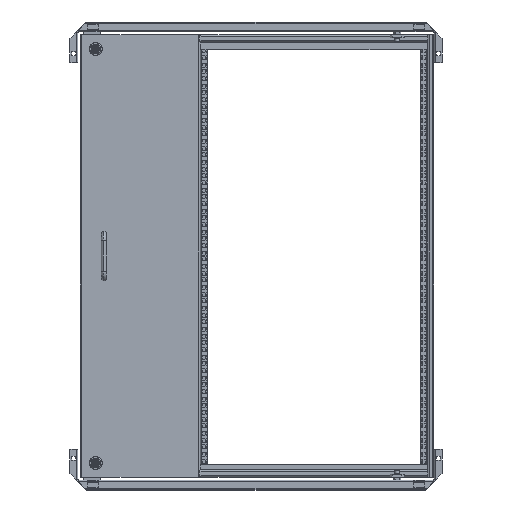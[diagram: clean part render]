
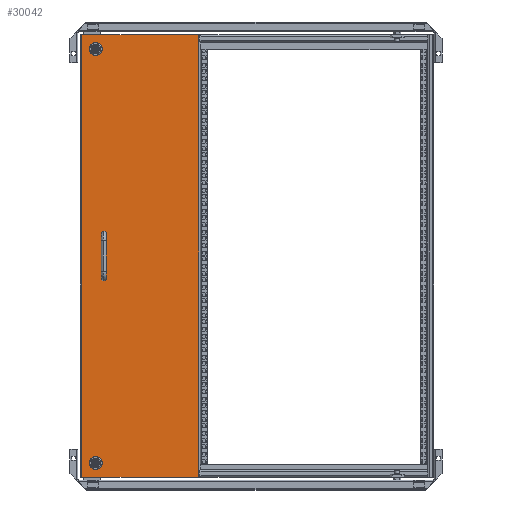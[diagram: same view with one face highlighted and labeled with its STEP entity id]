
A CAD part, top view. The second image highlights one B-rep face of the part: STEP entity #30042.
In plain terms, the highlighted planar face has unit normal (0, 0, 1).
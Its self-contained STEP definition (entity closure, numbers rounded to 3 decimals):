
#739=DIRECTION('',(-1.,0.,0.));
#740=VECTOR('',#739,249.);
#741=CARTESIAN_POINT('',(-245.5,471.,0.));
#742=LINE('',#741,#740);
#2842=DIRECTION('',(0.,-1.,0.));
#2843=VECTOR('',#2842,942.);
#2844=CARTESIAN_POINT('',(-494.5,471.,0.));
#2845=LINE('',#2844,#2843);
#2846=DIRECTION('',(0.,-1.,0.));
#2847=VECTOR('',#2846,942.);
#2848=CARTESIAN_POINT('',(-245.5,471.,0.));
#2849=LINE('',#2848,#2847);
#2850=DIRECTION('',(-1.,0.,0.));
#2851=VECTOR('',#2850,249.);
#2852=CARTESIAN_POINT('',(-245.5,-471.,0.));
#2853=LINE('',#2852,#2851);
#2854=CARTESIAN_POINT('',(-464.5,441.,0.));
#2855=DIRECTION('',(0.,0.,1.));
#2856=DIRECTION('',(0.874,0.486,0.));
#2857=AXIS2_PLACEMENT_3D('',#2854,#2855,#2856);
#2859=CARTESIAN_POINT('',(-464.5,441.,0.));
#2860=DIRECTION('',(0.,0.,1.));
#2861=DIRECTION('',(-0.874,-0.486,0.));
#2862=AXIS2_PLACEMENT_3D('',#2859,#2860,#2861);
#2864=CARTESIAN_POINT('',(-464.5,-441.,0.));
#2865=DIRECTION('',(0.,0.,1.));
#2866=DIRECTION('',(0.874,0.486,0.));
#2867=AXIS2_PLACEMENT_3D('',#2864,#2865,#2866);
#2869=CARTESIAN_POINT('',(-464.5,-441.,0.));
#2870=DIRECTION('',(0.,0.,1.));
#2871=DIRECTION('',(-0.874,-0.486,0.));
#2872=AXIS2_PLACEMENT_3D('',#2869,#2870,#2871);
#2874=DIRECTION('',(0.,1.,0.));
#2875=VECTOR('',#2874,0.2);
#2876=CARTESIAN_POINT('',(-442.4,-48.2,0.));
#2877=LINE('',#2876,#2875);
#2878=CARTESIAN_POINT('',(-447.3,-48.,0.));
#2879=DIRECTION('',(0.,0.,1.));
#2880=DIRECTION('',(1.,0.,0.));
#2881=AXIS2_PLACEMENT_3D('',#2878,#2879,#2880);
#2883=DIRECTION('',(-1.,0.,0.));
#2884=VECTOR('',#2883,0.2);
#2885=CARTESIAN_POINT('',(-447.3,-43.1,0.));
#2886=LINE('',#2885,#2884);
#2887=CARTESIAN_POINT('',(-447.5,-48.,0.));
#2888=DIRECTION('',(0.,0.,-1.));
#2889=DIRECTION('',(-1.,0.,0.));
#2890=AXIS2_PLACEMENT_3D('',#2887,#2888,#2889);
#2892=DIRECTION('',(0.,1.,0.));
#2893=VECTOR('',#2892,0.2);
#2894=CARTESIAN_POINT('',(-452.4,-48.2,0.));
#2895=LINE('',#2894,#2893);
#2896=CARTESIAN_POINT('',(-447.5,-48.2,0.));
#2897=DIRECTION('',(0.,0.,1.));
#2898=DIRECTION('',(-1.,0.,0.));
#2899=AXIS2_PLACEMENT_3D('',#2896,#2897,#2898);
#2901=DIRECTION('',(1.,0.,0.));
#2902=VECTOR('',#2901,0.2);
#2903=CARTESIAN_POINT('',(-447.5,-53.1,0.));
#2904=LINE('',#2903,#2902);
#2905=CARTESIAN_POINT('',(-447.3,-48.2,0.));
#2906=DIRECTION('',(0.,0.,-1.));
#2907=DIRECTION('',(1.,0.,0.));
#2908=AXIS2_PLACEMENT_3D('',#2905,#2906,#2907);
#2910=DIRECTION('',(0.,1.,0.));
#2911=VECTOR('',#2910,0.2);
#2912=CARTESIAN_POINT('',(-442.4,47.8,0.));
#2913=LINE('',#2912,#2911);
#2914=CARTESIAN_POINT('',(-447.3,48.,0.));
#2915=DIRECTION('',(0.,0.,1.));
#2916=DIRECTION('',(1.,0.,0.));
#2917=AXIS2_PLACEMENT_3D('',#2914,#2915,#2916);
#2919=DIRECTION('',(-1.,0.,0.));
#2920=VECTOR('',#2919,0.2);
#2921=CARTESIAN_POINT('',(-447.3,52.9,0.));
#2922=LINE('',#2921,#2920);
#2923=CARTESIAN_POINT('',(-447.5,48.,0.));
#2924=DIRECTION('',(0.,0.,-1.));
#2925=DIRECTION('',(-1.,0.,0.));
#2926=AXIS2_PLACEMENT_3D('',#2923,#2924,#2925);
#2928=DIRECTION('',(0.,1.,0.));
#2929=VECTOR('',#2928,0.2);
#2930=CARTESIAN_POINT('',(-452.4,47.8,0.));
#2931=LINE('',#2930,#2929);
#2932=CARTESIAN_POINT('',(-447.5,47.8,0.));
#2933=DIRECTION('',(0.,0.,1.));
#2934=DIRECTION('',(-1.,0.,0.));
#2935=AXIS2_PLACEMENT_3D('',#2932,#2933,#2934);
#2937=DIRECTION('',(1.,0.,0.));
#2938=VECTOR('',#2937,0.2);
#2939=CARTESIAN_POINT('',(-447.5,42.9,0.));
#2940=LINE('',#2939,#2938);
#2941=CARTESIAN_POINT('',(-447.3,47.8,0.));
#2942=DIRECTION('',(0.,0.,-1.));
#2943=DIRECTION('',(1.,0.,0.));
#2944=AXIS2_PLACEMENT_3D('',#2941,#2942,#2943);
#4159=DIRECTION('',(0.,-1.,0.));
#4160=VECTOR('',#4159,11.18);
#4161=CARTESIAN_POINT('',(-454.45,446.59,0.));
#4162=LINE('',#4161,#4160);
#4188=DIRECTION('',(0.,1.,0.));
#4189=VECTOR('',#4188,11.18);
#4190=CARTESIAN_POINT('',(-474.55,435.41,0.));
#4191=LINE('',#4190,#4189);
#7200=DIRECTION('',(0.,-1.,0.));
#7201=VECTOR('',#7200,11.18);
#7202=CARTESIAN_POINT('',(-454.45,-435.41,0.));
#7203=LINE('',#7202,#7201);
#7229=DIRECTION('',(0.,1.,0.));
#7230=VECTOR('',#7229,11.18);
#7231=CARTESIAN_POINT('',(-474.55,-446.59,0.));
#7232=LINE('',#7231,#7230);
#21361=CARTESIAN_POINT('',(-245.5,471.,0.));
#21362=VERTEX_POINT('',#21361);
#21363=CARTESIAN_POINT('',(-245.5,-471.,0.));
#21364=VERTEX_POINT('',#21363);
#21365=CARTESIAN_POINT('',(-494.5,-471.,0.));
#21366=VERTEX_POINT('',#21365);
#21369=CARTESIAN_POINT('',(-494.5,471.,0.));
#21370=VERTEX_POINT('',#21369);
#21371=CARTESIAN_POINT('',(-454.45,446.59,0.));
#21372=CARTESIAN_POINT('',(-474.55,446.59,0.));
#21373=VERTEX_POINT('',#21371);
#21374=VERTEX_POINT('',#21372);
#21375=CARTESIAN_POINT('',(-474.55,435.41,0.));
#21376=VERTEX_POINT('',#21375);
#21377=CARTESIAN_POINT('',(-454.45,435.41,0.));
#21378=VERTEX_POINT('',#21377);
#21379=CARTESIAN_POINT('',(-454.45,-435.41,0.));
#21380=CARTESIAN_POINT('',(-474.55,-435.41,0.));
#21381=VERTEX_POINT('',#21379);
#21382=VERTEX_POINT('',#21380);
#21383=CARTESIAN_POINT('',(-474.55,-446.59,0.));
#21384=VERTEX_POINT('',#21383);
#21385=CARTESIAN_POINT('',(-454.45,-446.59,0.));
#21386=VERTEX_POINT('',#21385);
#24163=CARTESIAN_POINT('',(-442.4,-48.2,0.));
#24164=CARTESIAN_POINT('',(-442.4,-48.,0.));
#24165=VERTEX_POINT('',#24163);
#24166=VERTEX_POINT('',#24164);
#24167=CARTESIAN_POINT('',(-442.4,47.8,0.));
#24168=CARTESIAN_POINT('',(-442.4,48.,0.));
#24169=VERTEX_POINT('',#24167);
#24170=VERTEX_POINT('',#24168);
#24171=CARTESIAN_POINT('',(-447.3,-53.1,0.));
#24172=VERTEX_POINT('',#24171);
#24173=CARTESIAN_POINT('',(-452.4,-48.2,0.));
#24174=CARTESIAN_POINT('',(-447.5,-53.1,0.));
#24175=VERTEX_POINT('',#24173);
#24176=VERTEX_POINT('',#24174);
#24177=CARTESIAN_POINT('',(-452.4,-48.,0.));
#24178=VERTEX_POINT('',#24177);
#24179=CARTESIAN_POINT('',(-452.4,47.8,0.));
#24180=CARTESIAN_POINT('',(-452.4,48.,0.));
#24181=VERTEX_POINT('',#24179);
#24182=VERTEX_POINT('',#24180);
#24183=CARTESIAN_POINT('',(-447.5,-43.1,0.));
#24184=VERTEX_POINT('',#24183);
#24185=CARTESIAN_POINT('',(-447.3,-43.1,0.));
#24186=VERTEX_POINT('',#24185);
#24187=CARTESIAN_POINT('',(-447.3,42.9,0.));
#24188=VERTEX_POINT('',#24187);
#24189=CARTESIAN_POINT('',(-447.5,52.9,0.));
#24190=VERTEX_POINT('',#24189);
#24191=CARTESIAN_POINT('',(-447.3,52.9,0.));
#24192=VERTEX_POINT('',#24191);
#24193=CARTESIAN_POINT('',(-447.5,42.9,0.));
#24194=VERTEX_POINT('',#24193);
#29974=CARTESIAN_POINT('',(-370.,0.,0.));
#29975=DIRECTION('',(0.,0.,1.));
#29976=DIRECTION('',(1.,0.,0.));
#29977=AXIS2_PLACEMENT_3D('',#29974,#29975,#29976);
#29978=PLANE('',#29977);
#29979=ORIENTED_EDGE('',*,*,#26821,.F.);
#29981=ORIENTED_EDGE('',*,*,#29980,.T.);
#29982=ORIENTED_EDGE('',*,*,#26880,.T.);
#29983=ORIENTED_EDGE('',*,*,#29967,.F.);
#29984=EDGE_LOOP('',(#29979,#29981,#29982,#29983));
#29985=FACE_OUTER_BOUND('',#29984,.F.);
#29987=ORIENTED_EDGE('',*,*,#29986,.T.);
#29989=ORIENTED_EDGE('',*,*,#29988,.F.);
#29991=ORIENTED_EDGE('',*,*,#29990,.T.);
#29993=ORIENTED_EDGE('',*,*,#29992,.F.);
#29994=EDGE_LOOP('',(#29987,#29989,#29991,#29993));
#29995=FACE_BOUND('',#29994,.F.);
#29997=ORIENTED_EDGE('',*,*,#29996,.T.);
#29999=ORIENTED_EDGE('',*,*,#29998,.F.);
#30001=ORIENTED_EDGE('',*,*,#30000,.T.);
#30003=ORIENTED_EDGE('',*,*,#30002,.F.);
#30004=EDGE_LOOP('',(#29997,#29999,#30001,#30003));
#30005=FACE_BOUND('',#30004,.F.);
#30007=ORIENTED_EDGE('',*,*,#30006,.T.);
#30009=ORIENTED_EDGE('',*,*,#30008,.T.);
#30011=ORIENTED_EDGE('',*,*,#30010,.T.);
#30013=ORIENTED_EDGE('',*,*,#30012,.F.);
#30015=ORIENTED_EDGE('',*,*,#30014,.F.);
#30017=ORIENTED_EDGE('',*,*,#30016,.T.);
#30019=ORIENTED_EDGE('',*,*,#30018,.T.);
#30021=ORIENTED_EDGE('',*,*,#30020,.F.);
#30022=EDGE_LOOP('',(#30007,#30009,#30011,#30013,#30015,#30017,#30019,#30021));
#30023=FACE_BOUND('',#30022,.F.);
#30025=ORIENTED_EDGE('',*,*,#30024,.T.);
#30027=ORIENTED_EDGE('',*,*,#30026,.T.);
#30029=ORIENTED_EDGE('',*,*,#30028,.T.);
#30031=ORIENTED_EDGE('',*,*,#30030,.F.);
#30033=ORIENTED_EDGE('',*,*,#30032,.F.);
#30035=ORIENTED_EDGE('',*,*,#30034,.T.);
#30037=ORIENTED_EDGE('',*,*,#30036,.T.);
#30039=ORIENTED_EDGE('',*,*,#30038,.F.);
#30040=EDGE_LOOP('',(#30025,#30027,#30029,#30031,#30033,#30035,#30037,#30039));
#30041=FACE_BOUND('',#30040,.F.);
#30042=ADVANCED_FACE('',(#29985,#29995,#30005,#30023,#30041),#29978,.T.);
#2858=CIRCLE('',#2857,11.5);
#2863=CIRCLE('',#2862,11.5);
#2868=CIRCLE('',#2867,11.5);
#2873=CIRCLE('',#2872,11.5);
#2882=CIRCLE('',#2881,4.9);
#2891=CIRCLE('',#2890,4.9);
#2900=CIRCLE('',#2899,4.9);
#2909=CIRCLE('',#2908,4.9);
#2918=CIRCLE('',#2917,4.9);
#2927=CIRCLE('',#2926,4.9);
#2936=CIRCLE('',#2935,4.9);
#2945=CIRCLE('',#2944,4.9);
#26821=EDGE_CURVE('',#21362,#21370,#742,.T.);
#26880=EDGE_CURVE('',#21364,#21366,#2853,.T.);
#29967=EDGE_CURVE('',#21370,#21366,#2845,.T.);
#29980=EDGE_CURVE('',#21362,#21364,#2849,.T.);
#29986=EDGE_CURVE('',#21373,#21374,#2858,.T.);
#29988=EDGE_CURVE('',#21376,#21374,#4191,.T.);
#29990=EDGE_CURVE('',#21376,#21378,#2863,.T.);
#29992=EDGE_CURVE('',#21373,#21378,#4162,.T.);
#29996=EDGE_CURVE('',#21381,#21382,#2868,.T.);
#29998=EDGE_CURVE('',#21384,#21382,#7232,.T.);
#30000=EDGE_CURVE('',#21384,#21386,#2873,.T.);
#30002=EDGE_CURVE('',#21381,#21386,#7203,.T.);
#30006=EDGE_CURVE('',#24165,#24166,#2877,.T.);
#30008=EDGE_CURVE('',#24166,#24186,#2882,.T.);
#30010=EDGE_CURVE('',#24186,#24184,#2886,.T.);
#30012=EDGE_CURVE('',#24178,#24184,#2891,.T.);
#30014=EDGE_CURVE('',#24175,#24178,#2895,.T.);
#30016=EDGE_CURVE('',#24175,#24176,#2900,.T.);
#30018=EDGE_CURVE('',#24176,#24172,#2904,.T.);
#30020=EDGE_CURVE('',#24165,#24172,#2909,.T.);
#30024=EDGE_CURVE('',#24169,#24170,#2913,.T.);
#30026=EDGE_CURVE('',#24170,#24192,#2918,.T.);
#30028=EDGE_CURVE('',#24192,#24190,#2922,.T.);
#30030=EDGE_CURVE('',#24182,#24190,#2927,.T.);
#30032=EDGE_CURVE('',#24181,#24182,#2931,.T.);
#30034=EDGE_CURVE('',#24181,#24194,#2936,.T.);
#30036=EDGE_CURVE('',#24194,#24188,#2940,.T.);
#30038=EDGE_CURVE('',#24169,#24188,#2945,.T.);
